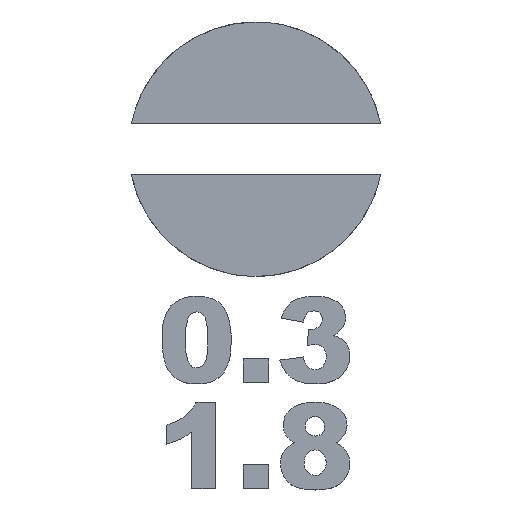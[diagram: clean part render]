
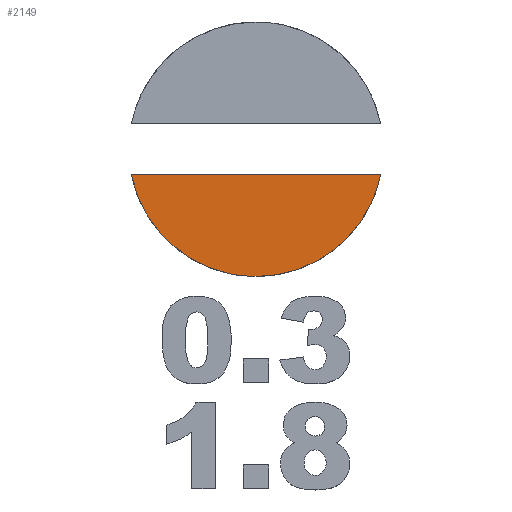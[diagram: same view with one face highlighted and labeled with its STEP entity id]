
A CAD part, top view. The second image highlights one B-rep face of the part: STEP entity #2149.
In plain terms, the highlighted planar face has unit normal (0, 0, 1).
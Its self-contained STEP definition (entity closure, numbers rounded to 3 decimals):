
#309=PLANE('',#2294);
#347=FACE_OUTER_BOUND('',#475,.T.);
#475=EDGE_LOOP('',(#1495,#1496,#1497));
#609=LINE('',#2631,#757);
#757=VECTOR('',#2342,10.);
#901=(
BOUNDED_CURVE()
B_SPLINE_CURVE(3,(#2599,#2600,#2601,#2602),.UNSPECIFIED.,.F.,.F.)
B_SPLINE_CURVE_WITH_KNOTS((4,4),(0.,1.),.UNSPECIFIED.)
CURVE()
GEOMETRIC_REPRESENTATION_ITEM()
RATIONAL_B_SPLINE_CURVE((1.,1.,1.,1.))
REPRESENTATION_ITEM('')
);
#903=(
BOUNDED_CURVE()
B_SPLINE_CURVE(3,(#2620,#2621,#2622,#2623),.UNSPECIFIED.,.F.,.F.)
B_SPLINE_CURVE_WITH_KNOTS((4,4),(0.,1.),.UNSPECIFIED.)
CURVE()
GEOMETRIC_REPRESENTATION_ITEM()
RATIONAL_B_SPLINE_CURVE((1.,1.,1.,1.))
REPRESENTATION_ITEM('')
);
#911=VERTEX_POINT('',#2597);
#912=VERTEX_POINT('',#2598);
#915=VERTEX_POINT('',#2619);
#1138=EDGE_CURVE('',#911,#912,#901,.T.);
#1142=EDGE_CURVE('',#912,#915,#903,.T.);
#1145=EDGE_CURVE('',#915,#911,#609,.T.);
#1495=ORIENTED_EDGE('',*,*,#1145,.T.);
#1496=ORIENTED_EDGE('',*,*,#1138,.T.);
#1497=ORIENTED_EDGE('',*,*,#1142,.T.);
#2149=ADVANCED_FACE('',(#347),#309,.T.);
#2294=AXIS2_PLACEMENT_3D('',#2633,#2344,#2345);
#2342=DIRECTION('',(-1.,0.,0.));
#2344=DIRECTION('center_axis',(0.,0.,1.));
#2345=DIRECTION('ref_axis',(-1.,0.,0.));
#2597=CARTESIAN_POINT('',(34.124,-155.205,0.));
#2598=CARTESIAN_POINT('',(40.002,-160.,0.));
#2599=CARTESIAN_POINT('Ctrl Pts',(34.124,-155.205,0.));
#2600=CARTESIAN_POINT('Ctrl Pts',(34.682,-157.941,0.));
#2601=CARTESIAN_POINT('Ctrl Pts',(37.102,-160.,0.));
#2602=CARTESIAN_POINT('Ctrl Pts',(40.002,-160.,0.));
#2619=CARTESIAN_POINT('',(45.881,-155.205,0.));
#2620=CARTESIAN_POINT('Ctrl Pts',(40.002,-160.,0.));
#2621=CARTESIAN_POINT('Ctrl Pts',(42.904,-160.,0.));
#2622=CARTESIAN_POINT('Ctrl Pts',(45.324,-157.941,0.));
#2623=CARTESIAN_POINT('Ctrl Pts',(45.881,-155.205,0.));
#2631=CARTESIAN_POINT('',(45.881,-155.205,0.));
#2633=CARTESIAN_POINT('Origin',(40.002,-157.602,0.));
